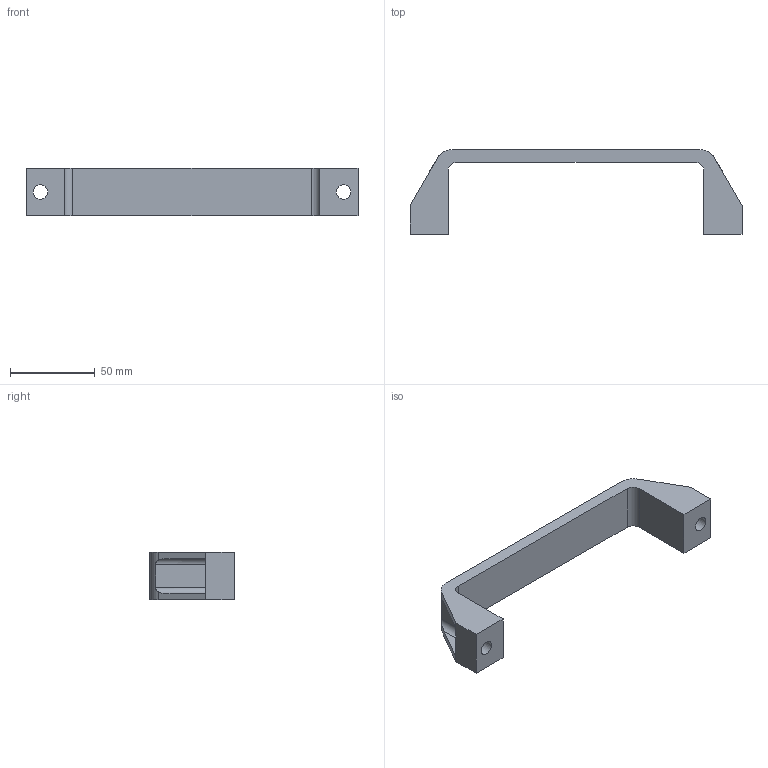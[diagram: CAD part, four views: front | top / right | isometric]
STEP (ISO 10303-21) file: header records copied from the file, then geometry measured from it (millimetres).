
FILE_DESCRIPTION( ( 'STEP AP214' ), '1' );
FILE_NAME( 'Bridge handles M.443_200-CH-C9.stp', '2020-06-10T12:43:43', ( 'License CC BY-ND 4.0' ), ( 'CADENAS' ), ' ', 'PARTsolutions', ' ' );
FILE_SCHEMA( ( 'AUTOMOTIVE_DESIGN { 1 0 10303 214 1 1 1 1 }' ) );
Length unit declared in the file: millimetre
Products named in the file (1): _Bridge handles M.443/200-CH-C9
Bounding box: 196 x 50 x 28 mm (x, y, z)
Volume: 63359.9 mm3; surface area: 23015.7 mm2
Topology: 1 solids, 1 shells, 36 faces, 92 edges, 60 vertices
Faces by surface type: plane 24, cylinder 12
Full cylindrical faces by diameter (mm): 8.5 x2, 13.5 x2
Entity records: 1416 total; most frequent: CARTESIAN_POINT 229, DIRECTION 182, ORIENTED_EDGE 176, EDGE_CURVE 88, AXIS2_PLACEMENT_3D 61, VERTEX_POINT 60, LINE 60, VECTOR 60
